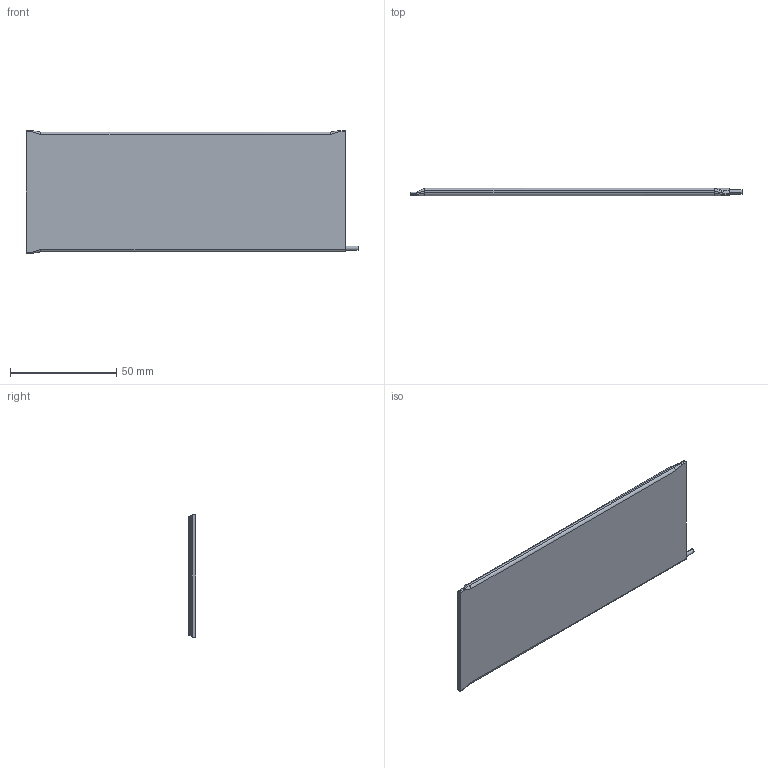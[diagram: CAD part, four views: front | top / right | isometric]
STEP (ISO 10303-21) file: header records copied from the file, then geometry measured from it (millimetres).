
FILE_DESCRIPTION (( 'STEP AP214' ), '1' );
FILE_NAME ('CELSIA_W57.5L150.0T3.5.STEP', '2025-11-14T10:32:50', ( '' ), ( '' ), 'SwSTEP 2.0', 'SolidWorks 2023', '' );
FILE_SCHEMA (( 'AUTOMOTIVE_DESIGN' ));
Length unit declared in the file: millimetre
Products named in the file (1): CELSIA_W57.5L150.0T3.5
Bounding box: 156 x 3.5 x 57.5 mm (x, y, z)
Volume: 28393.1 mm3; surface area: 17942.4 mm2
Topology: 1 solids, 1 shells, 270 faces, 708 edges, 466 vertices
Faces by surface type: plane 149, bspline 107, cylinder 14
Entity records: 13929 total; most frequent: CARTESIAN_POINT 7979, ORIENTED_EDGE 1416, DIRECTION 839, EDGE_CURVE 708, LINE 475, VECTOR 475, VERTEX_POINT 466, EDGE_LOOP 296
